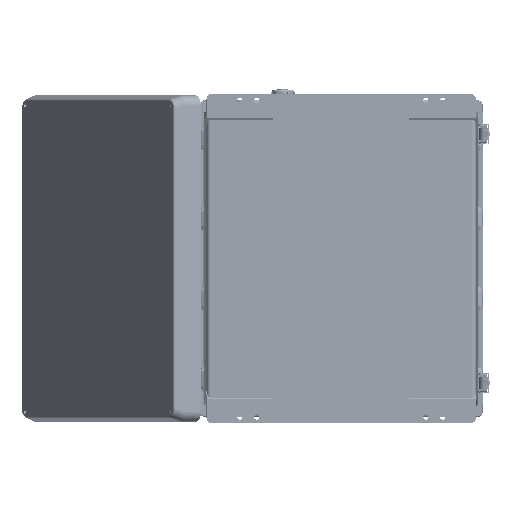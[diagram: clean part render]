
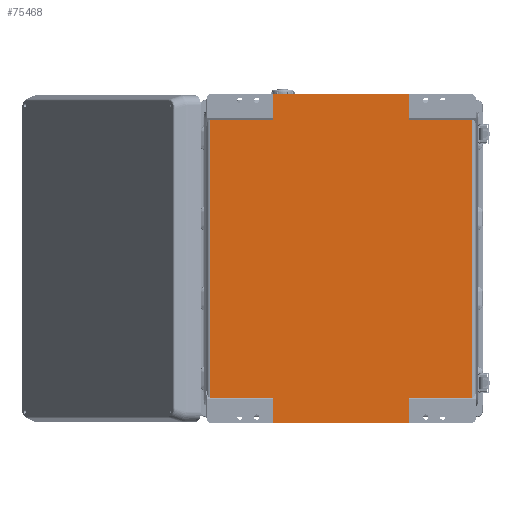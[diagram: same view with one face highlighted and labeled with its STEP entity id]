
A CAD part, front view. The second image highlights one B-rep face of the part: STEP entity #75468.
In plain terms, the highlighted planar face has unit normal (0, -1, 0).
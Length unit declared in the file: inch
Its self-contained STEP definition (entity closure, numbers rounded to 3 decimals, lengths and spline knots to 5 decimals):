
#82 = CARTESIAN_POINT ( 'NONE',  ( 4.03163, 0.05906, -17.96858 ) ) ;
#783 = ORIENTED_EDGE ( 'NONE', *, *, #62755, .F. ) ;
#4367 = DIRECTION ( 'NONE',  ( 1., 0., 0. ) ) ;
#5267 = VECTOR ( 'NONE', #12231, 39.37008 ) ;
#5587 = CARTESIAN_POINT ( 'NONE',  ( 8.11811, 0.05906, -17.96858 ) ) ;
#6946 = VECTOR ( 'NONE', #4367, 39.37008 ) ;
#7167 = EDGE_CURVE ( 'NONE', #83343, #13174, #19664, .T. ) ;
#7392 = CARTESIAN_POINT ( 'NONE',  ( 4.03163, 0.05906, -19.48819 ) ) ;
#9896 = VECTOR ( 'NONE', #41572, 39.37008 ) ;
#10290 = CARTESIAN_POINT ( 'NONE',  ( 8.11811, 0.05906, 0. ) ) ;
#12231 = DIRECTION ( 'NONE',  ( 1., 0., 0. ) ) ;
#13174 = VERTEX_POINT ( 'NONE', #41559 ) ;
#14677 = DIRECTION ( 'NONE',  ( 0., 0., 1. ) ) ;
#16303 = LINE ( 'NONE', #72129, #5267 ) ;
#19664 = LINE ( 'NONE', #45486, #6946 ) ;
#21652 = AXIS2_PLACEMENT_3D ( 'NONE', #46273, #39227, #29514 ) ;
#23150 = LINE ( 'NONE', #105175, #85041 ) ;
#23499 = CARTESIAN_POINT ( 'NONE',  ( 4.03163, 0.05906, 0.85787 ) ) ;
#24563 = VERTEX_POINT ( 'NONE', #55177 ) ;
#24947 = VERTEX_POINT ( 'NONE', #82 ) ;
#25321 = ORIENTED_EDGE ( 'NONE', *, *, #43428, .T. ) ;
#25470 = CARTESIAN_POINT ( 'NONE',  ( -7.73754, 0.05906, -1.51961 ) ) ;
#29022 = CARTESIAN_POINT ( 'NONE',  ( 8.11811, 0.05906, -1.51961 ) ) ;
#29439 = LINE ( 'NONE', #23499, #126233 ) ;
#29514 = DIRECTION ( 'NONE',  ( 0., 0., 1. ) ) ;
#32436 = EDGE_CURVE ( 'NONE', #75887, #81887, #58714, .T. ) ;
#35627 = VECTOR ( 'NONE', #99968, 39.37008 ) ;
#38319 = ORIENTED_EDGE ( 'NONE', *, *, #32436, .T. ) ;
#39227 = DIRECTION ( 'NONE',  ( 0., 1., 0. ) ) ;
#39484 = EDGE_LOOP ( 'NONE', ( #84966, #25321, #116584, #57684, #783, #121570, #38319, #48138, #118245, #75664, #57192, #65328 ) ) ;
#41559 = CARTESIAN_POINT ( 'NONE',  ( -4.03163, 0.05906, -1.51961 ) ) ;
#41572 = DIRECTION ( 'NONE',  ( 0., 0., -1. ) ) ;
#42911 = VERTEX_POINT ( 'NONE', #131539 ) ;
#43428 = EDGE_CURVE ( 'NONE', #91982, #42911, #16303, .T. ) ;
#43742 = EDGE_CURVE ( 'NONE', #91982, #83343, #68371, .T. ) ;
#44156 = CARTESIAN_POINT ( 'NONE',  ( 4.03163, 0.05906, -20.34606 ) ) ;
#45486 = CARTESIAN_POINT ( 'NONE',  ( -8.11811, 0.05906, -1.51961 ) ) ;
#45639 = FACE_OUTER_BOUND ( 'NONE', #39484, .T. ) ;
#46273 = CARTESIAN_POINT ( 'NONE',  ( 8.11811, 0.05906, -1.51961 ) ) ;
#47540 = EDGE_CURVE ( 'NONE', #42911, #24563, #101955, .T. ) ;
#48138 = ORIENTED_EDGE ( 'NONE', *, *, #74513, .T. ) ;
#48496 = CARTESIAN_POINT ( 'NONE',  ( 8.11811, 0.05906, -19.48819 ) ) ;
#48999 = VECTOR ( 'NONE', #65025, 39.37008 ) ;
#52762 = EDGE_CURVE ( 'NONE', #75887, #24947, #74431, .T. ) ;
#55177 = CARTESIAN_POINT ( 'NONE',  ( -4.03163, 0.05906, -19.48819 ) ) ;
#56333 = DIRECTION ( 'NONE',  ( 0., 0., 1. ) ) ;
#57192 = ORIENTED_EDGE ( 'NONE', *, *, #119252, .F. ) ;
#57684 = ORIENTED_EDGE ( 'NONE', *, *, #109031, .F. ) ;
#58714 = LINE ( 'NONE', #121466, #130109 ) ;
#60090 = PLANE ( 'NONE',  #21652 ) ;
#62755 = EDGE_CURVE ( 'NONE', #24947, #95274, #101700, .T. ) ;
#63331 = LINE ( 'NONE', #10290, #82446 ) ;
#65025 = DIRECTION ( 'NONE',  ( -1., 0., 0. ) ) ;
#65328 = ORIENTED_EDGE ( 'NONE', *, *, #7167, .F. ) ;
#68139 = VECTOR ( 'NONE', #125762, 39.37008 ) ;
#68371 = LINE ( 'NONE', #25470, #95399 ) ;
#72129 = CARTESIAN_POINT ( 'NONE',  ( -8.11811, 0.05906, -17.96858 ) ) ;
#74431 = LINE ( 'NONE', #5587, #48999 ) ;
#74513 = EDGE_CURVE ( 'NONE', #81887, #79454, #83253, .T. ) ;
#74866 = CARTESIAN_POINT ( 'NONE',  ( 4.03163, 0.05906, -1.51961 ) ) ;
#75468 = ADVANCED_FACE ( 'NONE', ( #45639 ), #60090, .F. ) ;
#75664 = ORIENTED_EDGE ( 'NONE', *, *, #113696, .T. ) ;
#75887 = VERTEX_POINT ( 'NONE', #108322 ) ;
#76318 = EDGE_CURVE ( 'NONE', #79454, #120938, #29439, .T. ) ;
#79454 = VERTEX_POINT ( 'NONE', #74866 ) ;
#79845 = DIRECTION ( 'NONE',  ( 0., 0., 1. ) ) ;
#81887 = VERTEX_POINT ( 'NONE', #109828 ) ;
#82446 = VECTOR ( 'NONE', #94135, 39.37008 ) ;
#83253 = LINE ( 'NONE', #29022, #35627 ) ;
#83343 = VERTEX_POINT ( 'NONE', #101467 ) ;
#84966 = ORIENTED_EDGE ( 'NONE', *, *, #43742, .F. ) ;
#85041 = VECTOR ( 'NONE', #56333, 39.37008 ) ;
#91982 = VERTEX_POINT ( 'NONE', #116978 ) ;
#94135 = DIRECTION ( 'NONE',  ( -1., 0., 0. ) ) ;
#95274 = VERTEX_POINT ( 'NONE', #7392 ) ;
#95399 = VECTOR ( 'NONE', #116811, 39.37008 ) ;
#99073 = CARTESIAN_POINT ( 'NONE',  ( 4.03163, 0.05906, 0. ) ) ;
#99968 = DIRECTION ( 'NONE',  ( -1., 0., 0. ) ) ;
#101467 = CARTESIAN_POINT ( 'NONE',  ( -7.73754, 0.05906, -1.51961 ) ) ;
#101700 = LINE ( 'NONE', #44156, #68139 ) ;
#101955 = LINE ( 'NONE', #122326, #9896 ) ;
#105175 = CARTESIAN_POINT ( 'NONE',  ( -4.03163, 0.05906, 0.85787 ) ) ;
#108322 = CARTESIAN_POINT ( 'NONE',  ( 7.73754, 0.05906, -17.96858 ) ) ;
#108902 = DIRECTION ( 'NONE',  ( -1., 0., 0. ) ) ;
#109031 = EDGE_CURVE ( 'NONE', #95274, #24563, #128654, .T. ) ;
#109828 = CARTESIAN_POINT ( 'NONE',  ( 7.73754, 0.05906, -1.51961 ) ) ;
#113696 = EDGE_CURVE ( 'NONE', #120938, #122117, #63331, .T. ) ;
#114315 = CARTESIAN_POINT ( 'NONE',  ( -4.03163, 0.05906, 0. ) ) ;
#115988 = VECTOR ( 'NONE', #108902, 39.37008 ) ;
#116584 = ORIENTED_EDGE ( 'NONE', *, *, #47540, .T. ) ;
#116811 = DIRECTION ( 'NONE',  ( 0., 0., 1. ) ) ;
#116978 = CARTESIAN_POINT ( 'NONE',  ( -7.73754, 0.05906, -17.96858 ) ) ;
#118245 = ORIENTED_EDGE ( 'NONE', *, *, #76318, .T. ) ;
#119252 = EDGE_CURVE ( 'NONE', #13174, #122117, #23150, .T. ) ;
#120938 = VERTEX_POINT ( 'NONE', #99073 ) ;
#121466 = CARTESIAN_POINT ( 'NONE',  ( 7.73754, 0.05906, -1.51961 ) ) ;
#121570 = ORIENTED_EDGE ( 'NONE', *, *, #52762, .F. ) ;
#122117 = VERTEX_POINT ( 'NONE', #114315 ) ;
#122326 = CARTESIAN_POINT ( 'NONE',  ( -4.03163, 0.05906, -20.34606 ) ) ;
#125762 = DIRECTION ( 'NONE',  ( 0., 0., -1. ) ) ;
#126233 = VECTOR ( 'NONE', #14677, 39.37008 ) ;
#128654 = LINE ( 'NONE', #48496, #115988 ) ;
#130109 = VECTOR ( 'NONE', #79845, 39.37008 ) ;
#131539 = CARTESIAN_POINT ( 'NONE',  ( -4.03163, 0.05906, -17.96858 ) ) ;
